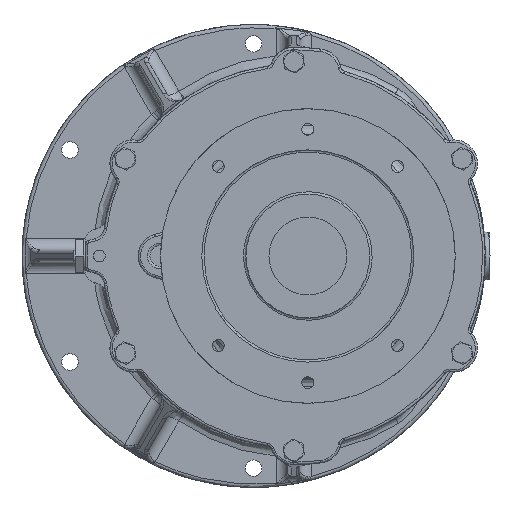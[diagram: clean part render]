
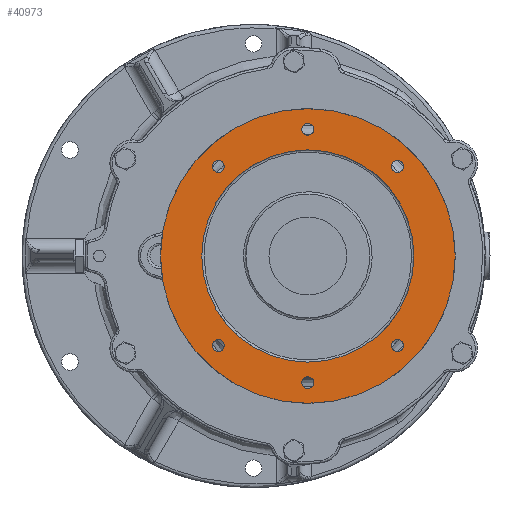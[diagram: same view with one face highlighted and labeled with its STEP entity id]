
A CAD part, left-side view. The second image highlights one B-rep face of the part: STEP entity #40973.
In plain terms, the highlighted planar face has unit normal (-1, 0, 0).
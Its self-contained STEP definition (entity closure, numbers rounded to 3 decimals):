
#1664 = CIRCLE ( 'NONE', #29389, 5.1 ) ;
#1670 = ORIENTED_EDGE ( 'NONE', *, *, #24973, .T. ) ;
#2640 = DIRECTION ( 'NONE',  ( 0., -1., 0. ) ) ;
#3014 = EDGE_CURVE ( 'NONE', #30108, #30108, #28548, .T. ) ;
#3156 = AXIS2_PLACEMENT_3D ( 'NONE', #5786, #19850, #23362 ) ;
#3537 = DIRECTION ( 'NONE',  ( 0., -1., 0. ) ) ;
#3830 = CIRCLE ( 'NONE', #15766, 5.1 ) ;
#3860 = DIRECTION ( 'NONE',  ( 0., -1., 0. ) ) ;
#4351 = EDGE_LOOP ( 'NONE', ( #23561 ) ) ;
#4816 = EDGE_CURVE ( 'NONE', #19765, #19765, #23335, .T. ) ;
#5281 = DIRECTION ( 'NONE',  ( 1., 0., 0. ) ) ;
#5786 = CARTESIAN_POINT ( 'NONE',  ( -122., 64.014, -76.014 ) ) ;
#6289 = CARTESIAN_POINT ( 'NONE',  ( -122., -17.1, 107.5 ) ) ;
#6549 = EDGE_CURVE ( 'NONE', #29072, #29072, #27136, .T. ) ;
#8610 = EDGE_LOOP ( 'NONE', ( #17479 ) ) ;
#8641 = CARTESIAN_POINT ( 'NONE',  ( -122., -137., 0. ) ) ;
#9022 = DIRECTION ( 'NONE',  ( 0., -1., 0. ) ) ;
#10071 = CARTESIAN_POINT ( 'NONE',  ( -122., -12., 0. ) ) ;
#10489 = PLANE ( 'NONE',  #44482 ) ;
#10508 = EDGE_CURVE ( 'NONE', #35214, #35214, #3830, .T. ) ;
#10736 = DIRECTION ( 'NONE',  ( 0., -1., 0. ) ) ;
#10958 = FACE_BOUND ( 'NONE', #41756, .T. ) ;
#11222 = CIRCLE ( 'NONE', #35193, 125. ) ;
#11318 = DIRECTION ( 'NONE',  ( 1., 0., 0. ) ) ;
#11663 = DIRECTION ( 'NONE',  ( 1., 0., 0. ) ) ;
#12159 = CIRCLE ( 'NONE', #26406, 5.1 ) ;
#12476 = CARTESIAN_POINT ( 'NONE',  ( -122., 58.914, 76.014 ) ) ;
#14240 = FACE_BOUND ( 'NONE', #8610, .T. ) ;
#15426 = EDGE_CURVE ( 'NONE', #36549, #36549, #11222, .T. ) ;
#15454 = EDGE_CURVE ( 'NONE', #37234, #37234, #23210, .T. ) ;
#15766 = AXIS2_PLACEMENT_3D ( 'NONE', #44236, #11663, #26451 ) ;
#16113 = VERTEX_POINT ( 'NONE', #27393 ) ;
#16961 = ORIENTED_EDGE ( 'NONE', *, *, #15454, .T. ) ;
#17214 = AXIS2_PLACEMENT_3D ( 'NONE', #32358, #29545, #18035 ) ;
#17479 = ORIENTED_EDGE ( 'NONE', *, *, #3014, .T. ) ;
#18035 = DIRECTION ( 'NONE',  ( 0., -1., 0. ) ) ;
#18245 = FACE_BOUND ( 'NONE', #21945, .T. ) ;
#19765 = VERTEX_POINT ( 'NONE', #34070 ) ;
#19850 = DIRECTION ( 'NONE',  ( 1., 0., 0. ) ) ;
#20398 = AXIS2_PLACEMENT_3D ( 'NONE', #39055, #22178, #39504 ) ;
#21077 = EDGE_LOOP ( 'NONE', ( #1670 ) ) ;
#21294 = FACE_OUTER_BOUND ( 'NONE', #40455, .T. ) ;
#21945 = EDGE_LOOP ( 'NONE', ( #32747 ) ) ;
#22178 = DIRECTION ( 'NONE',  ( 1., 0., 0. ) ) ;
#22709 = CARTESIAN_POINT ( 'NONE',  ( -122., -17.1, -107.5 ) ) ;
#23210 = CIRCLE ( 'NONE', #17214, 5.1 ) ;
#23335 = CIRCLE ( 'NONE', #3156, 5.1 ) ;
#23362 = DIRECTION ( 'NONE',  ( 0., -1., 0. ) ) ;
#23557 = CARTESIAN_POINT ( 'NONE',  ( -122., -88.014, -76.014 ) ) ;
#23561 = ORIENTED_EDGE ( 'NONE', *, *, #6549, .T. ) ;
#24429 = CARTESIAN_POINT ( 'NONE',  ( -122., -93.114, 76.014 ) ) ;
#24633 = DIRECTION ( 'NONE',  ( 1., 0., 0. ) ) ;
#24973 = EDGE_CURVE ( 'NONE', #27163, #27163, #12159, .T. ) ;
#25976 = EDGE_CURVE ( 'NONE', #16113, #16113, #1664, .T. ) ;
#26406 = AXIS2_PLACEMENT_3D ( 'NONE', #42209, #24633, #2640 ) ;
#26451 = DIRECTION ( 'NONE',  ( 0., -1., 0. ) ) ;
#27136 = CIRCLE ( 'NONE', #20398, 90. ) ;
#27163 = VERTEX_POINT ( 'NONE', #6289 ) ;
#27393 = CARTESIAN_POINT ( 'NONE',  ( -122., -93.114, -76.014 ) ) ;
#27585 = ORIENTED_EDGE ( 'NONE', *, *, #25976, .T. ) ;
#28139 = DIRECTION ( 'NONE',  ( -1., 0., 0. ) ) ;
#28548 = CIRCLE ( 'NONE', #29287, 5.1 ) ;
#29072 = VERTEX_POINT ( 'NONE', #32589 ) ;
#29287 = AXIS2_PLACEMENT_3D ( 'NONE', #35962, #11318, #3860 ) ;
#29389 = AXIS2_PLACEMENT_3D ( 'NONE', #23557, #5281, #9022 ) ;
#29545 = DIRECTION ( 'NONE',  ( 1., 0., 0. ) ) ;
#30108 = VERTEX_POINT ( 'NONE', #12476 ) ;
#31488 = ORIENTED_EDGE ( 'NONE', *, *, #15426, .T. ) ;
#32358 = CARTESIAN_POINT ( 'NONE',  ( -122., -12., -107.5 ) ) ;
#32589 = CARTESIAN_POINT ( 'NONE',  ( -122., -102., 0. ) ) ;
#32747 = ORIENTED_EDGE ( 'NONE', *, *, #4816, .T. ) ;
#34070 = CARTESIAN_POINT ( 'NONE',  ( -122., 58.914, -76.014 ) ) ;
#35193 = AXIS2_PLACEMENT_3D ( 'NONE', #10071, #28139, #3537 ) ;
#35214 = VERTEX_POINT ( 'NONE', #24429 ) ;
#35830 = FACE_BOUND ( 'NONE', #40357, .T. ) ;
#35962 = CARTESIAN_POINT ( 'NONE',  ( -122., 64.014, 76.014 ) ) ;
#36549 = VERTEX_POINT ( 'NONE', #8641 ) ;
#37234 = VERTEX_POINT ( 'NONE', #22709 ) ;
#38281 = EDGE_LOOP ( 'NONE', ( #16961 ) ) ;
#39055 = CARTESIAN_POINT ( 'NONE',  ( -122., -12., 0. ) ) ;
#39098 = DIRECTION ( 'NONE',  ( -1., 0., 0. ) ) ;
#39504 = DIRECTION ( 'NONE',  ( 0., -1., 0. ) ) ;
#40357 = EDGE_LOOP ( 'NONE', ( #27585 ) ) ;
#40455 = EDGE_LOOP ( 'NONE', ( #31488 ) ) ;
#40973 = ADVANCED_FACE ( 'NONE', ( #21294, #46353, #18245, #14240, #10958, #35830, #42846, #42606 ), #10489, .T. ) ;
#41746 = CARTESIAN_POINT ( 'NONE',  ( -122., -137., 0. ) ) ;
#41756 = EDGE_LOOP ( 'NONE', ( #41805 ) ) ;
#41805 = ORIENTED_EDGE ( 'NONE', *, *, #10508, .T. ) ;
#42209 = CARTESIAN_POINT ( 'NONE',  ( -122., -12., 107.5 ) ) ;
#42606 = FACE_BOUND ( 'NONE', #38281, .T. ) ;
#42846 = FACE_BOUND ( 'NONE', #21077, .T. ) ;
#44236 = CARTESIAN_POINT ( 'NONE',  ( -122., -88.014, 76.014 ) ) ;
#44482 = AXIS2_PLACEMENT_3D ( 'NONE', #41746, #39098, #10736 ) ;
#46353 = FACE_BOUND ( 'NONE', #4351, .T. ) ;
